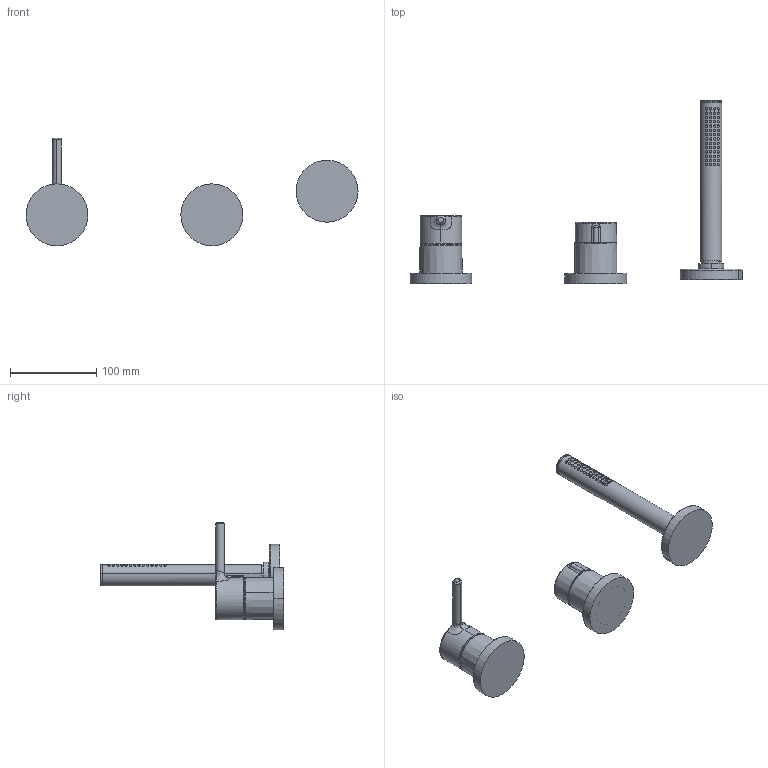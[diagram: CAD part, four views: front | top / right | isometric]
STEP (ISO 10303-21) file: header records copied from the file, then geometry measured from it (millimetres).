
FILE_DESCRIPTION (( 'STEP AP203' ), '1' );
FILE_NAME ('54709007(2024).STEP', '2023-11-08T06:03:59', ( '' ), ( '' ), 'SwSTEP 2.0', 'SolidWorks 2016', '' );
FILE_SCHEMA (( 'CONFIG_CONTROL_DESIGN' ));
Length unit declared in the file: millimetre
Products named in the file (1): 54709007(2024)
Bounding box: 385.85 x 213.1 x 125 mm (x, y, z)
Volume: 542088.5 mm3; surface area: 93774.9 mm2
Topology: 10 solids, 10 shells, 167 faces, 344 edges, 255 vertices
Faces by surface type: bspline 104, plane 23, cylinder 23, torus 8, cone 7, sphere 2
Entity records: 16674 total; most frequent: CARTESIAN_POINT 13574, ORIENTED_EDGE 686, DIRECTION 411, EDGE_CURVE 343, VERTEX_POINT 255, EDGE_LOOP 226, AXIS2_PLACEMENT_3D 189, B_SPLINE_CURVE_WITH_KNOTS 172
